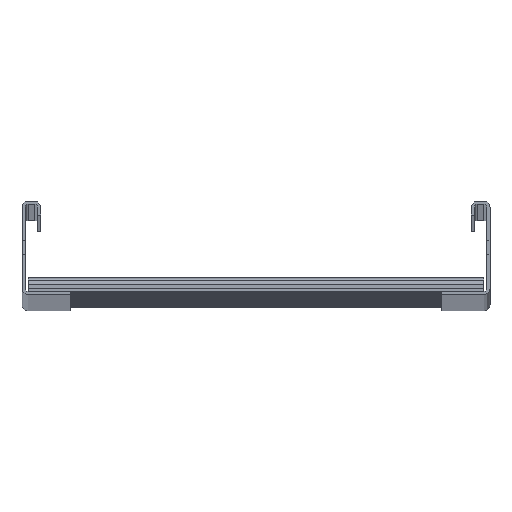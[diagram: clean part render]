
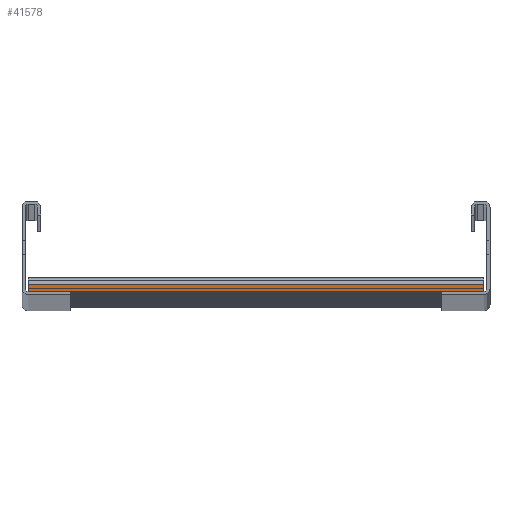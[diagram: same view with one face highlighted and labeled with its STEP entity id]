
A CAD part, top view. The second image highlights one B-rep face of the part: STEP entity #41578.
In plain terms, the highlighted planar face has unit normal (0, 0, 1).
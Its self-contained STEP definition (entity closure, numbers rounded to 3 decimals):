
#2523=DIRECTION('',(-1.,0.,0.));
#2524=VECTOR('',#2523,27.);
#2525=CARTESIAN_POINT('',(-119.,-28.,2867.5));
#2526=LINE('',#2525,#2524);
#3303=DIRECTION('',(0.,-1.,0.));
#3304=VECTOR('',#3303,4.5);
#3305=CARTESIAN_POINT('',(-146.,-23.5,2867.5));
#3306=LINE('',#3305,#3304);
#3899=DIRECTION('',(1.,0.,0.));
#3900=VECTOR('',#3899,27.);
#3901=CARTESIAN_POINT('',(119.,-28.,2867.5));
#3902=LINE('',#3901,#3900);
#4619=DIRECTION('',(0.,-1.,0.));
#4620=VECTOR('',#4619,4.5);
#4621=CARTESIAN_POINT('',(146.,-23.5,2867.5));
#4622=LINE('',#4621,#4620);
#12493=DIRECTION('',(1.,0.,0.));
#12494=VECTOR('',#12493,292.);
#12495=CARTESIAN_POINT('',(-146.,-23.5,2867.5));
#12496=LINE('',#12495,#12494);
#12525=DIRECTION('',(1.,0.,0.));
#12526=VECTOR('',#12525,238.);
#12527=CARTESIAN_POINT('',(-119.,-28.,2867.5));
#12528=LINE('',#12527,#12526);
#20513=CARTESIAN_POINT('',(-146.,-28.,2867.5));
#20515=VERTEX_POINT('',#20513);
#22617=CARTESIAN_POINT('',(146.,-28.,2867.5));
#22619=VERTEX_POINT('',#22617);
#22707=CARTESIAN_POINT('',(-146.,-23.5,2867.5));
#22708=VERTEX_POINT('',#22707);
#22727=CARTESIAN_POINT('',(146.,-23.5,2867.5));
#22728=VERTEX_POINT('',#22727);
#22737=CARTESIAN_POINT('',(-119.,-28.,2867.5));
#22739=VERTEX_POINT('',#22737);
#22745=CARTESIAN_POINT('',(119.,-28.,2867.5));
#22747=VERTEX_POINT('',#22745);
#41563=CARTESIAN_POINT('',(-146.,-23.5,2867.5));
#41564=DIRECTION('',(0.,0.,1.));
#41565=DIRECTION('',(0.,-1.,0.));
#41566=AXIS2_PLACEMENT_3D('',#41563,#41564,#41565);
#41567=PLANE('',#41566);
#41568=ORIENTED_EDGE('',*,*,#26100,.T.);
#41569=ORIENTED_EDGE('',*,*,#27078,.F.);
#41571=ORIENTED_EDGE('',*,*,#41570,.T.);
#41572=ORIENTED_EDGE('',*,*,#28395,.T.);
#41573=ORIENTED_EDGE('',*,*,#27470,.F.);
#41575=ORIENTED_EDGE('',*,*,#41574,.F.);
#41576=EDGE_LOOP('',(#41568,#41569,#41571,#41572,#41573,#41575));
#41577=FACE_OUTER_BOUND('',#41576,.F.);
#41578=ADVANCED_FACE('',(#41577),#41567,.T.);
#26100=EDGE_CURVE('',#22739,#20515,#2526,.T.);
#27078=EDGE_CURVE('',#22708,#20515,#3306,.T.);
#27470=EDGE_CURVE('',#22747,#22619,#3902,.T.);
#28395=EDGE_CURVE('',#22728,#22619,#4622,.T.);
#41570=EDGE_CURVE('',#22708,#22728,#12496,.T.);
#41574=EDGE_CURVE('',#22739,#22747,#12528,.T.);
